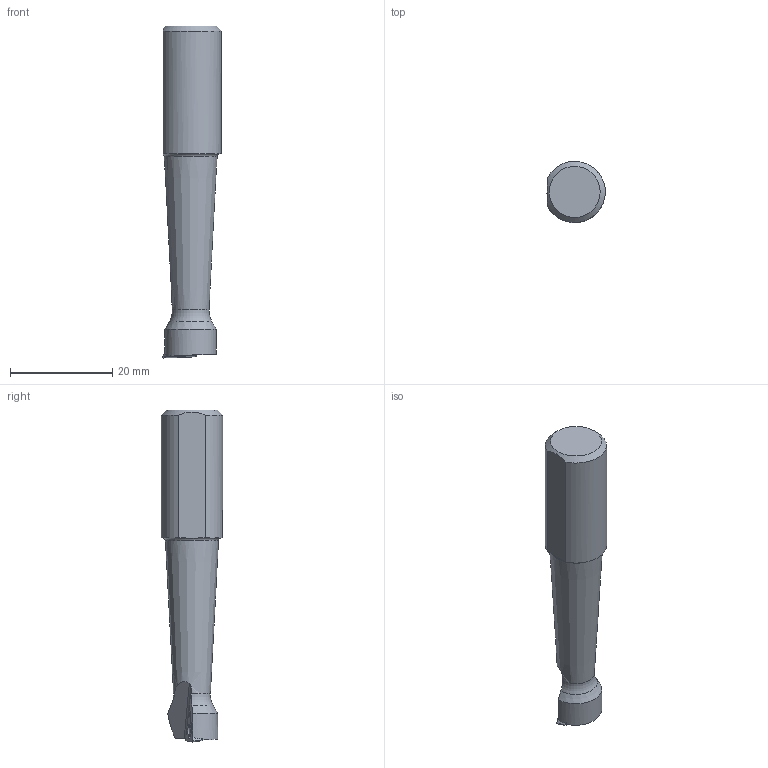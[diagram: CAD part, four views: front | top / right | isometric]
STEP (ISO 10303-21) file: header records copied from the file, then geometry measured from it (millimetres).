
FILE_DESCRIPTION(/* description */ (''),/* implementation_level */ '2;1');
FILE_NAME(/* name */ '1558085506813.stp',/* time_stamp */ '2019-05-17T11:31:50+02:00',/* author */ (''),/* organization */ ('SMS'),/* preprocessor_version */ 'ST-DEVELOPER v15',/* originating_system */ 'SIEMENS PLM Software NX 8.5',/* authorisation */ '');
FILE_SCHEMA (('AUTOMOTIVE_DESIGN { 1 0 10303 214 3 1 1 1 }'));
Length unit declared in the file: millimetre
Products named in the file (4): ASSEMBLY_CONSTRUCTION; IsoTurningInsert; 202246047mod000_00; 111155913mod000_01
Assembly tree (3 placements, depth 2):
  111155913mod000_01
    202246047mod000_00
    IsoTurningInsert
    ASSEMBLY_CONSTRUCTION
Bounding box: 11.46 x 11.98 x 65.03 mm (x, y, z)
Volume: 5092.2 mm3; surface area: 2310.4 mm2
Topology: 2 solids, 2 shells, 34 faces, 88 edges, 62 vertices
Faces by surface type: plane 15, cone 8, torus 6, cylinder 5
Full cylindrical faces by diameter (mm): 2.2 x2
Entity records: 1129 total; most frequent: CARTESIAN_POINT 223, DIRECTION 174, ORIENTED_EDGE 132, AXIS2_PLACEMENT_3D 72, EDGE_CURVE 66, EDGE_LOOP 48, VERTEX_POINT 48, ADVANCED_FACE 34
